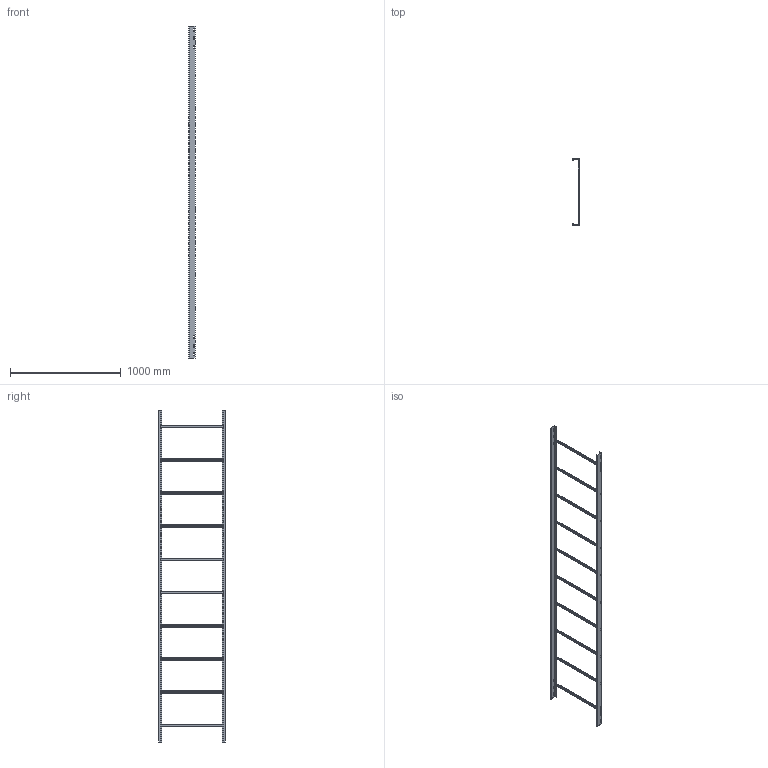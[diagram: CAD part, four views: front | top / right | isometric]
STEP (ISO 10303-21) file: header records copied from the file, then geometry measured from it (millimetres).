
FILE_DESCRIPTION((''),'2;1');
FILE_NAME('6208506_REFERENZ_ASM','2012-12-17T',('AndreasKeweloh'),(''),'PRO/ENGINEER BY PARAMETRIC TECHNOLOGY CORPORATION, 2012230','PRO/ENGINEER BY PARAMETRIC TECHNOLOGY CORPORATION, 2012230','');
FILE_SCHEMA(('CONFIG_CONTROL_DESIGN'));
Length unit declared in the file: millimetre
Products named in the file (3): 6208506_L_3000; 6200_NORMALSPRO; 6208506_REFERENZ_ASM
Assembly tree (12 placements, depth 2):
  6208506_REFERENZ_ASM
    6208506_L_3000  x2
    6200_NORMALSPRO  x10
Bounding box: 60 x 600 x 3000 mm (x, y, z)
Volume: 1080041.1 mm3; surface area: 1760638.3 mm2
Topology: 12 solids, 12 shells, 344 faces, 960 edges, 640 vertices
Faces by surface type: plane 208, cylinder 136
Entity records: 2950 total; most frequent: DIRECTION 508, CARTESIAN_POINT 504, ORIENTED_EDGE 480, EDGE_CURVE 240, AXIS2_PLACEMENT_3D 170, VECTOR 168, LINE 168, VERTEX_POINT 160
